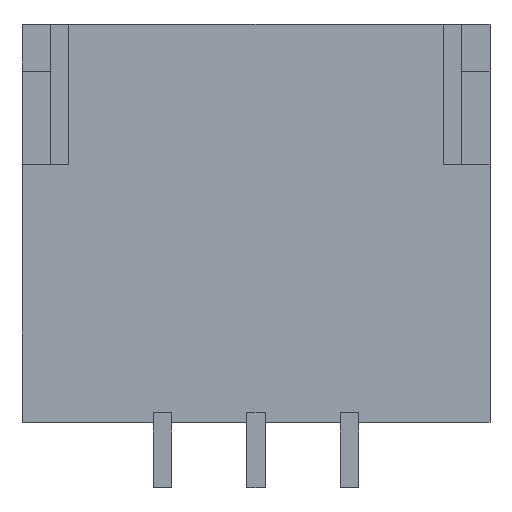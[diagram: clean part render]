
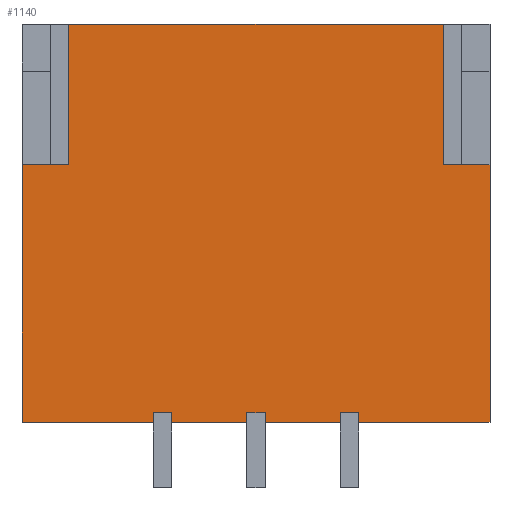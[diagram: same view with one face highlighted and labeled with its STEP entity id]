
A CAD part, front view. The second image highlights one B-rep face of the part: STEP entity #1140.
In plain terms, the highlighted planar face has unit normal (0, -1, 0).
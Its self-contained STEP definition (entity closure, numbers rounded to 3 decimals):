
#119 = AXIS2_PLACEMENT_3D ( 'NONE', #740, #739, #738 ) ;
#202 = VECTOR ( 'NONE', #2972, 1000. ) ;
#206 = CARTESIAN_POINT ( 'NONE',  ( 2., 0.06, 0.625 ) ) ;
#210 = DIRECTION ( 'NONE',  ( 0., 0., 1. ) ) ;
#222 = DIRECTION ( 'NONE',  ( 0., 0., -1. ) ) ;
#258 = CARTESIAN_POINT ( 'NONE',  ( -2.5, 0.06, -2.125 ) ) ;
#399 = VECTOR ( 'NONE', #210, 1000. ) ;
#593 = DIRECTION ( 'NONE',  ( 0., 0., -1. ) ) ;
#602 = CARTESIAN_POINT ( 'NONE',  ( 2.5, 0.06, -2.125 ) ) ;
#609 = CARTESIAN_POINT ( 'NONE',  ( 2., 0.06, 0.625 ) ) ;
#662 = LINE ( 'NONE', #609, #945 ) ;
#738 = DIRECTION ( 'NONE',  ( 0., 0., -1. ) ) ;
#739 = DIRECTION ( 'NONE',  ( 0., -1., 0. ) ) ;
#740 = CARTESIAN_POINT ( 'NONE',  ( 0., 0.06, 0. ) ) ;
#742 = PLANE ( 'NONE',  #119 ) ;
#743 = FACE_OUTER_BOUND ( 'NONE', #2407, .T. ) ;
#763 = LINE ( 'NONE', #2056, #202 ) ;
#805 = CARTESIAN_POINT ( 'NONE',  ( 2., 0.06, 2.125 ) ) ;
#945 = VECTOR ( 'NONE', #593, 1000. ) ;
#976 = DIRECTION ( 'NONE',  ( -1., 0., 0. ) ) ;
#977 = CARTESIAN_POINT ( 'NONE',  ( -2.5, 0.06, -2.125 ) ) ;
#981 = LINE ( 'NONE', #977, #1860 ) ;
#1041 = VERTEX_POINT ( 'NONE', #805 ) ;
#1140 = ADVANCED_FACE ( 'NONE', ( #743 ), #742, .T. ) ;
#1376 = VECTOR ( 'NONE', #2085, 1000. ) ;
#1377 = VECTOR ( 'NONE', #222, 1000. ) ;
#1456 = ORIENTED_EDGE ( 'NONE', *, *, #2880, .T. ) ;
#1467 = DIRECTION ( 'NONE',  ( 1., 0., 0. ) ) ;
#1472 = ORIENTED_EDGE ( 'NONE', *, *, #2493, .F. ) ;
#1476 = ORIENTED_EDGE ( 'NONE', *, *, #3192, .T. ) ;
#1585 = VECTOR ( 'NONE', #2534, 1000. ) ;
#1614 = VERTEX_POINT ( 'NONE', #258 ) ;
#1687 = ORIENTED_EDGE ( 'NONE', *, *, #2568, .F. ) ;
#1705 = VERTEX_POINT ( 'NONE', #3517 ) ;
#1795 = EDGE_CURVE ( 'NONE', #2172, #1041, #2112, .T. ) ;
#1821 = LINE ( 'NONE', #2808, #1377 ) ;
#1834 = ORIENTED_EDGE ( 'NONE', *, *, #1991, .F. ) ;
#1860 = VECTOR ( 'NONE', #976, 1000. ) ;
#1863 = ORIENTED_EDGE ( 'NONE', *, *, #2751, .F. ) ;
#1991 = EDGE_CURVE ( 'NONE', #1041, #3146, #662, .T. ) ;
#2056 = CARTESIAN_POINT ( 'NONE',  ( -2., 0.06, 0.625 ) ) ;
#2085 = DIRECTION ( 'NONE',  ( 1., 0., 0. ) ) ;
#2107 = CARTESIAN_POINT ( 'NONE',  ( -2.5, 0.06, 2.125 ) ) ;
#2112 = LINE ( 'NONE', #2107, #1376 ) ;
#2172 = VERTEX_POINT ( 'NONE', #2600 ) ;
#2205 = ORIENTED_EDGE ( 'NONE', *, *, #1795, .F. ) ;
#2279 = CARTESIAN_POINT ( 'NONE',  ( 2., 0.06, 0.625 ) ) ;
#2407 = EDGE_LOOP ( 'NONE', ( #1456, #1476, #1472, #1863, #1687, #2810, #1834, #2205 ) ) ;
#2493 = EDGE_CURVE ( 'NONE', #1614, #2995, #3387, .T. ) ;
#2534 = DIRECTION ( 'NONE',  ( 0., 0., -1. ) ) ;
#2548 = CARTESIAN_POINT ( 'NONE',  ( -2.5, 0.06, 0.625 ) ) ;
#2568 = EDGE_CURVE ( 'NONE', #1705, #2618, #2576, .T. ) ;
#2571 = CARTESIAN_POINT ( 'NONE',  ( 2.5, 0.06, 2.125 ) ) ;
#2576 = LINE ( 'NONE', #2571, #1585 ) ;
#2600 = CARTESIAN_POINT ( 'NONE',  ( -2., 0.06, 2.125 ) ) ;
#2618 = VERTEX_POINT ( 'NONE', #602 ) ;
#2679 = VECTOR ( 'NONE', #1467, 1000. ) ;
#2751 = EDGE_CURVE ( 'NONE', #2618, #1614, #981, .T. ) ;
#2790 = LINE ( 'NONE', #206, #2679 ) ;
#2808 = CARTESIAN_POINT ( 'NONE',  ( -2., 0.06, 0.625 ) ) ;
#2810 = ORIENTED_EDGE ( 'NONE', *, *, #3057, .F. ) ;
#2848 = CARTESIAN_POINT ( 'NONE',  ( -2., 0.06, 0.625 ) ) ;
#2880 = EDGE_CURVE ( 'NONE', #2172, #3465, #1821, .T. ) ;
#2972 = DIRECTION ( 'NONE',  ( -1., 0., 0. ) ) ;
#2995 = VERTEX_POINT ( 'NONE', #2548 ) ;
#3022 = CARTESIAN_POINT ( 'NONE',  ( -2.5, 0.06, 2.125 ) ) ;
#3057 = EDGE_CURVE ( 'NONE', #3146, #1705, #2790, .T. ) ;
#3146 = VERTEX_POINT ( 'NONE', #2279 ) ;
#3192 = EDGE_CURVE ( 'NONE', #3465, #2995, #763, .T. ) ;
#3387 = LINE ( 'NONE', #3022, #399 ) ;
#3465 = VERTEX_POINT ( 'NONE', #2848 ) ;
#3517 = CARTESIAN_POINT ( 'NONE',  ( 2.5, 0.06, 0.625 ) ) ;
